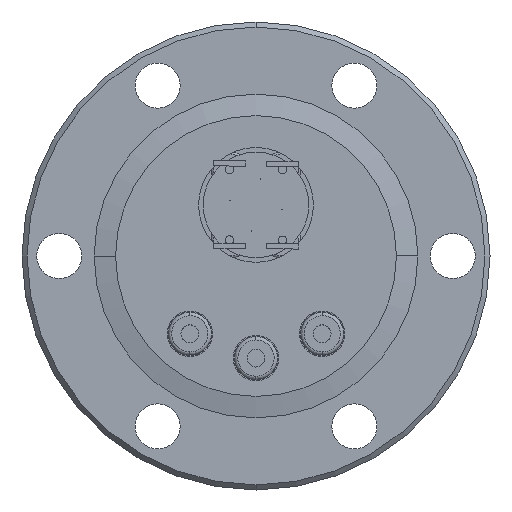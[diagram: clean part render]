
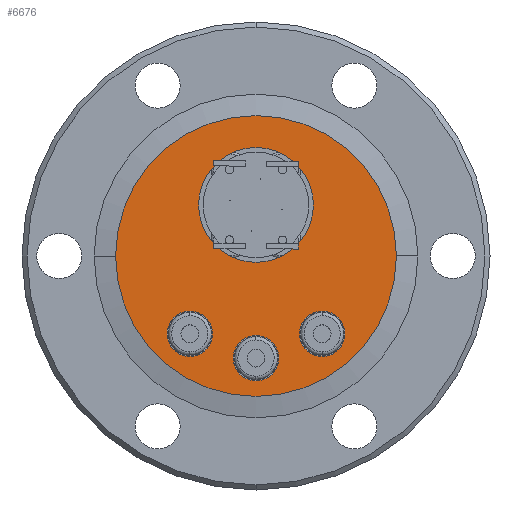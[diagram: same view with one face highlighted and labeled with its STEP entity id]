
A CAD part, front view. The second image highlights one B-rep face of the part: STEP entity #6676.
In plain terms, the highlighted planar face has unit normal (0, -1, 0).
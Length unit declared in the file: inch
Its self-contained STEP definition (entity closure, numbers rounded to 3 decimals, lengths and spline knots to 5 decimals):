
#424 = CARTESIAN_POINT ( 'NONE',  ( 0., 0.72412, 0.825 ) ) ;
#657 = CIRCLE ( 'NONE', #5916, 0.1335 ) ;
#658 = CIRCLE ( 'NONE', #5915, 0.1335 ) ;
#659 = CIRCLE ( 'NONE', #5917, 0.1335 ) ;
#660 = CIRCLE ( 'NONE', #5918, 0.3375 ) ;
#666 = CIRCLE ( 'NONE', #5924, 0.825 ) ;
#1103 = ORIENTED_EDGE ( 'NONE', *, *, #8119, .T. ) ;
#1104 = ORIENTED_EDGE ( 'NONE', *, *, #10617, .T. ) ;
#1105 = ORIENTED_EDGE ( 'NONE', *, *, #8126, .T. ) ;
#1106 = ORIENTED_EDGE ( 'NONE', *, *, #10568, .T. ) ;
#1107 = ORIENTED_EDGE ( 'NONE', *, *, #10627, .T. ) ;
#1109 = ORIENTED_EDGE ( 'NONE', *, *, #8118, .T. ) ;
#1110 = ORIENTED_EDGE ( 'NONE', *, *, #10631, .T. ) ;
#1111 = ORIENTED_EDGE ( 'NONE', *, *, #8117, .T. ) ;
#1112 = ORIENTED_EDGE ( 'NONE', *, *, #10635, .T. ) ;
#1113 = ORIENTED_EDGE ( 'NONE', *, *, #8116, .T. ) ;
#2357 = CARTESIAN_POINT ( 'NONE',  ( 0., 0.72412, 0. ) ) ;
#2358 = DIRECTION ( 'NONE',  ( 0., -1., 0. ) ) ;
#2359 = DIRECTION ( 'NONE',  ( 0., 0., -1. ) ) ;
#2414 = CARTESIAN_POINT ( 'NONE',  ( 0., 0.72412, 0.3 ) ) ;
#2415 = DIRECTION ( 'NONE',  ( 0., 1., 0. ) ) ;
#2416 = DIRECTION ( 'NONE',  ( 0., 0., 1. ) ) ;
#2426 = CARTESIAN_POINT ( 'NONE',  ( 0., 0.72412, -0.6 ) ) ;
#2427 = DIRECTION ( 'NONE',  ( 0., 1., 0. ) ) ;
#2428 = DIRECTION ( 'NONE',  ( 0., 0., -1. ) ) ;
#2436 = CARTESIAN_POINT ( 'NONE',  ( -0.389, 0.72412, -0.457 ) ) ;
#2437 = DIRECTION ( 'NONE',  ( 0., 1., 0. ) ) ;
#2438 = DIRECTION ( 'NONE',  ( 0., 0., -1. ) ) ;
#2446 = CARTESIAN_POINT ( 'NONE',  ( 0.389, 0.72412, -0.457 ) ) ;
#2447 = DIRECTION ( 'NONE',  ( 0., 1., 0. ) ) ;
#2448 = DIRECTION ( 'NONE',  ( 0., 0., -1. ) ) ;
#2971 = VERTEX_POINT ( 'NONE', #13253 ) ;
#3017 = VERTEX_POINT ( 'NONE', #13241 ) ;
#3104 = VERTEX_POINT ( 'NONE', #11492 ) ;
#3118 = VERTEX_POINT ( 'NONE', #11478 ) ;
#3131 = VERTEX_POINT ( 'NONE', #11465 ) ;
#3183 = VERTEX_POINT ( 'NONE', #11413 ) ;
#3191 = VERTEX_POINT ( 'NONE', #11539 ) ;
#3489 = VERTEX_POINT ( 'NONE', #11601 ) ;
#3494 = VERTEX_POINT ( 'NONE', #11596 ) ;
#3763 = VERTEX_POINT ( 'NONE', #424 ) ;
#4488 = EDGE_LOOP ( 'NONE', ( #1110, #1111 ) ) ;
#4489 = EDGE_LOOP ( 'NONE', ( #1105, #1106 ) ) ;
#4493 = EDGE_LOOP ( 'NONE', ( #1107, #1109 ) ) ;
#4498 = EDGE_LOOP ( 'NONE', ( #1103, #1104 ) ) ;
#4499 = EDGE_LOOP ( 'NONE', ( #1112, #1113 ) ) ;
#5915 = AXIS2_PLACEMENT_3D ( 'NONE', #12560, #12561, #12562 ) ;
#5916 = AXIS2_PLACEMENT_3D ( 'NONE', #12563, #12564, #12565 ) ;
#5917 = AXIS2_PLACEMENT_3D ( 'NONE', #12566, #12567, #12568 ) ;
#5918 = AXIS2_PLACEMENT_3D ( 'NONE', #12569, #12570, #12571 ) ;
#5924 = AXIS2_PLACEMENT_3D ( 'NONE', #12589, #12590, #12591 ) ;
#6165 = CIRCLE ( 'NONE', #10934, 0.825 ) ;
#6211 = CIRCLE ( 'NONE', #10945, 0.3375 ) ;
#6216 = CIRCLE ( 'NONE', #10947, 0.1335 ) ;
#6222 = CIRCLE ( 'NONE', #10949, 0.1335 ) ;
#6228 = CIRCLE ( 'NONE', #10951, 0.1335 ) ;
#6676 = ADVANCED_FACE ( 'NONE', ( #8579, #8584, #8578, #8583, #8580 ), #15416, .T. ) ;
#8116 = EDGE_CURVE ( 'NONE', #3191, #3494, #658, .T. ) ;
#8117 = EDGE_CURVE ( 'NONE', #2971, #3131, #657, .T. ) ;
#8118 = EDGE_CURVE ( 'NONE', #3489, #3104, #659, .T. ) ;
#8119 = EDGE_CURVE ( 'NONE', #3017, #3118, #660, .T. ) ;
#8126 = EDGE_CURVE ( 'NONE', #3183, #3763, #666, .T. ) ;
#8578 = FACE_BOUND ( 'NONE', #4493, .T. ) ;
#8579 = FACE_BOUND ( 'NONE', #4498, .T. ) ;
#8580 = FACE_BOUND ( 'NONE', #4499, .T. ) ;
#8583 = FACE_BOUND ( 'NONE', #4488, .T. ) ;
#8584 = FACE_OUTER_BOUND ( 'NONE', #4489, .T. ) ;
#10568 = EDGE_CURVE ( 'NONE', #3763, #3183, #6165, .T. ) ;
#10617 = EDGE_CURVE ( 'NONE', #3118, #3017, #6211, .T. ) ;
#10627 = EDGE_CURVE ( 'NONE', #3104, #3489, #6216, .T. ) ;
#10631 = EDGE_CURVE ( 'NONE', #3131, #2971, #6222, .T. ) ;
#10635 = EDGE_CURVE ( 'NONE', #3494, #3191, #6228, .T. ) ;
#10934 = AXIS2_PLACEMENT_3D ( 'NONE', #2357, #2358, #2359 ) ;
#10945 = AXIS2_PLACEMENT_3D ( 'NONE', #2414, #2415, #2416 ) ;
#10947 = AXIS2_PLACEMENT_3D ( 'NONE', #2426, #2427, #2428 ) ;
#10949 = AXIS2_PLACEMENT_3D ( 'NONE', #2436, #2437, #2438 ) ;
#10951 = AXIS2_PLACEMENT_3D ( 'NONE', #2446, #2447, #2448 ) ;
#11353 = AXIS2_PLACEMENT_3D ( 'NONE', #15421, #15419, #15413 ) ;
#11413 = CARTESIAN_POINT ( 'NONE',  ( 0., 0.72412, -0.825 ) ) ;
#11465 = CARTESIAN_POINT ( 'NONE',  ( -0.389, 0.72412, -0.5905 ) ) ;
#11478 = CARTESIAN_POINT ( 'NONE',  ( 0., 0.72412, -0.0375 ) ) ;
#11492 = CARTESIAN_POINT ( 'NONE',  ( 0., 0.72412, -0.7335 ) ) ;
#11539 = CARTESIAN_POINT ( 'NONE',  ( 0.389, 0.72412, -0.3235 ) ) ;
#11596 = CARTESIAN_POINT ( 'NONE',  ( 0.389, 0.72412, -0.5905 ) ) ;
#11601 = CARTESIAN_POINT ( 'NONE',  ( 0., 0.72412, -0.4665 ) ) ;
#12560 = CARTESIAN_POINT ( 'NONE',  ( 0.389, 0.72412, -0.457 ) ) ;
#12561 = DIRECTION ( 'NONE',  ( 0., 1., 0. ) ) ;
#12562 = DIRECTION ( 'NONE',  ( 0., 0., -1. ) ) ;
#12563 = CARTESIAN_POINT ( 'NONE',  ( -0.389, 0.72412, -0.457 ) ) ;
#12564 = DIRECTION ( 'NONE',  ( 0., 1., 0. ) ) ;
#12565 = DIRECTION ( 'NONE',  ( 0., 0., -1. ) ) ;
#12566 = CARTESIAN_POINT ( 'NONE',  ( 0., 0.72412, -0.6 ) ) ;
#12567 = DIRECTION ( 'NONE',  ( 0., 1., 0. ) ) ;
#12568 = DIRECTION ( 'NONE',  ( 0., 0., -1. ) ) ;
#12569 = CARTESIAN_POINT ( 'NONE',  ( 0., 0.72412, 0.3 ) ) ;
#12570 = DIRECTION ( 'NONE',  ( 0., 1., 0. ) ) ;
#12571 = DIRECTION ( 'NONE',  ( 0., 0., 1. ) ) ;
#12589 = CARTESIAN_POINT ( 'NONE',  ( 0., 0.72412, 0. ) ) ;
#12590 = DIRECTION ( 'NONE',  ( 0., -1., 0. ) ) ;
#12591 = DIRECTION ( 'NONE',  ( 0., 0., -1. ) ) ;
#13241 = CARTESIAN_POINT ( 'NONE',  ( 0., 0.72412, 0.6375 ) ) ;
#13253 = CARTESIAN_POINT ( 'NONE',  ( -0.389, 0.72412, -0.3235 ) ) ;
#15413 = DIRECTION ( 'NONE',  ( 0., 0., -1. ) ) ;
#15416 = PLANE ( 'NONE',  #11353 ) ;
#15419 = DIRECTION ( 'NONE',  ( 0., -1., 0. ) ) ;
#15421 = CARTESIAN_POINT ( 'NONE',  ( 0.825, 0.72412, 0. ) ) ;
